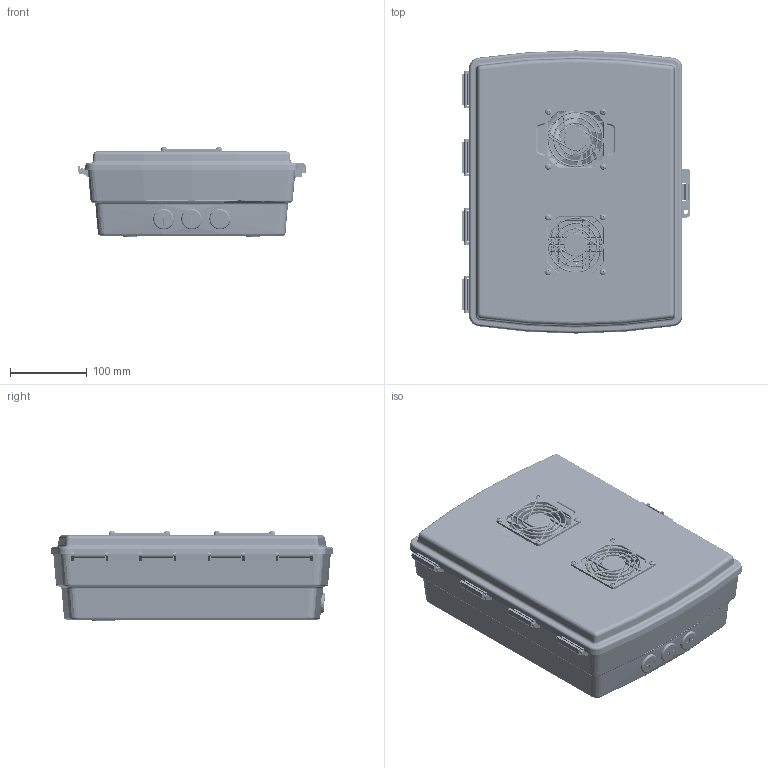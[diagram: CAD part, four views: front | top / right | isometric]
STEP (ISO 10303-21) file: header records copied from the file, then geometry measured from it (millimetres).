
FILE_DESCRIPTION (( 'STEP AP214' ), '1' );
FILE_NAME ('NBP141004-10F_3D.step', '2025-10-23T15:24:35', ( '' ), ( '' ), 'SwSTEP 2.0', 'SolidWorks 2025', '' );
FILE_SCHEMA (( 'AUTOMOTIVE_DESIGN' ));
Length unit declared in the file: inch
Products named in the file (16): NBP141004_Panel; XFS-0076; NBP141004_Lid-Vented; NBP141004_ConduitGrommit; NBP141004_120VAC outlet; XFS-0075; XFN-0026; NBP141004_Box; NBP141004_LowerPlate; Fan-80x80x25; NBP141004_outletScrew; NBP141004_PanelScrew; NBP141004-10F_3D; Fan Screen-All Wires-80x80 ALUM; NBP141004_Velcro tape; XMH-0049
Assembly tree (34 placements, depth 2):
  NBP141004-10F_3D
    NBP141004_Box
    NBP141004_Lid-Vented
    NBP141004_ConduitGrommit  x3
    NBP141004_LowerPlate
    NBP141004_Panel
    NBP141004_120VAC outlet
    NBP141004_Velcro tape  x2
    Fan Screen-All Wires-80x80 ALUM
    Fan-80x80x25
    NBP141004_PanelScrew  x3
    NBP141004_outletScrew
    XMH-0049  x2
    XFS-0076  x4
    XFS-0075  x4
    XFN-0026  x8
Bounding box: 297.1 x 369 x 117.52 mm (x, y, z)
Volume: 1178415.1 mm3; surface area: 860762.9 mm2
Topology: 132 solids, 132 shells, 4597 faces, 10512 edges, 6252 vertices
Faces by surface type: cone 1670, cylinder 1248, plane 1219, torus 320, bspline 110, sphere 30
Entity records: 94627 total; most frequent: CARTESIAN_POINT 26558, DIRECTION 14072, ORIENTED_EDGE 13450, EDGE_CURVE 6725, AXIS2_PLACEMENT_3D 5484, VERTEX_POINT 4185, EDGE_LOOP 3314, VECTOR 3104
